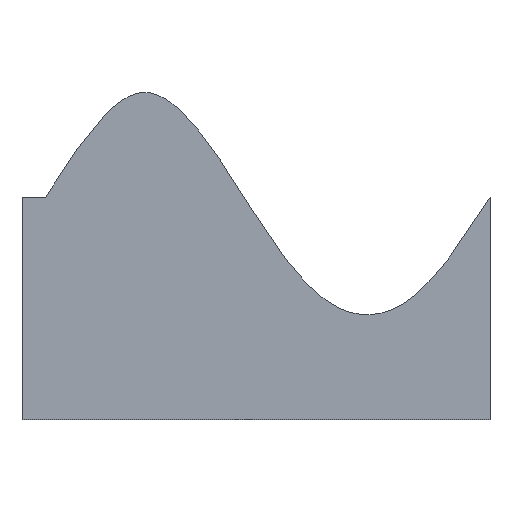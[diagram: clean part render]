
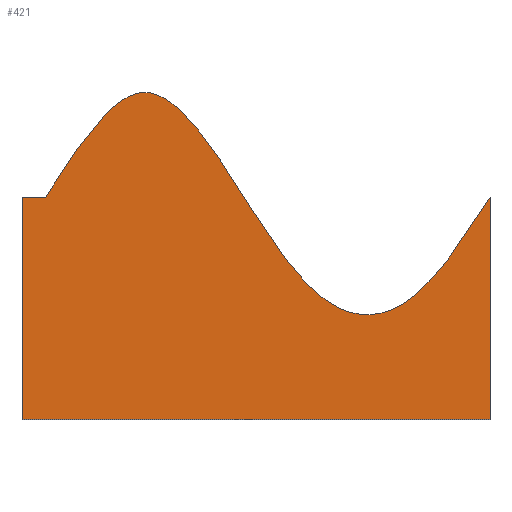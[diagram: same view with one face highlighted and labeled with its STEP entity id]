
A CAD part, top view. The second image highlights one B-rep face of the part: STEP entity #421.
In plain terms, the highlighted planar face has unit normal (0, 0, 1).
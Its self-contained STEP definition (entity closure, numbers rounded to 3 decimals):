
#89=CARTESIAN_POINT('POINT6',(1.339,
   -0.853,0.));
#90=VERTEX_POINT('VERTEX6',#89);
#98=CARTESIAN_POINT('POINT7',(-1.339,-0.853,
   0.));
#99=VERTEX_POINT('VERTEX7',#98);
#106=CARTESIAN_POINT('POS8',(1.339,
   -0.853,0.));
#107=DIRECTION('DIR9',(-1.,0.,0.));
#108=VECTOR('VEC7',#107,1.);
#109=LINE('STRAIGHT7',#106,#108);
#110=EDGE_CURVE('EDGE8',#90,#99,#109,.T.);
#120=CARTESIAN_POINT('POINT8',(52.139,
   -0.853,0.));
#121=VERTEX_POINT('VERTEX8',#120);
#130=(BOUNDED_CURVE() B_SPLINE_CURVE(3,(#131,#132,#133,#134,#135,#136,
   #137,#138,#139,#140,#141,#142,#143,#144,#145,#146,#147,#148,#149,#150
   ,#151,#152,#153,#154,#155,#156,#157,#158,#159,#160,#161,#162,#163,
   #164,#165,#166,#167,#168,#169,#170,#171,#172,#173),.UNSPECIFIED.,.F.,
   .F.) B_SPLINE_CURVE_WITH_KNOTS((4,1,1,1,1,1,1,1,1,1,1,1,1,1,1,1,1,1,1
   ,1,1,1,1,1,1,1,1,1,1,1,1,1,1,1,1,1,1,1,1,1,4),(0.,
   0.025,0.051,0.076,
   0.101,0.126,0.151,
   0.176,0.201,0.225,
   0.25,0.275,0.3,
   0.325,0.35,0.375,
   0.4,0.425,0.45,
   0.475,0.5,0.525,
   0.551,0.576,0.601,
   0.626,0.651,0.676,
   0.701,0.726,0.75,
   0.775,0.8,0.824,
   0.849,0.874,0.899,
   0.924,0.949,0.975,
   1.),.UNSPECIFIED.) CURVE() GEOMETRIC_REPRESENTATION_ITEM() 
   RATIONAL_B_SPLINE_CURVE((1.,1.,1.,1.,1.
   ,1.,1.,1.,1.,1.,1.,1.,
   1.,1.,1.,1.,1.,1.,1.,
   1.,1.,1.,1.,1.,1.,1.,
   1.,1.,1.,1.,1.,1.,1.,
   1.,1.,1.,1.,1.,1.,1.,
   1.,1.,1.)) REPRESENTATION_ITEM('SPLINE_CRV2'));
#131=CARTESIAN_POINT('',(52.139,-0.853,
   0.));
#132=CARTESIAN_POINT('',(51.631,-1.657,
   0.));
#133=CARTESIAN_POINT('',(50.644,-3.197,
   0.));
#134=CARTESIAN_POINT('',(49.261,-5.301,
   0.));
#135=CARTESIAN_POINT('',(47.934,-7.195,
   0.));
#136=CARTESIAN_POINT('',(46.647,-8.879,
   0.));
#137=CARTESIAN_POINT('',(45.378,-10.353,
   0.));
#138=CARTESIAN_POINT('',(44.106,-11.618,
   0.));
#139=CARTESIAN_POINT('',(42.823,-12.657,
   0.));
#140=CARTESIAN_POINT('',(41.508,-13.464,
   0.));
#141=CARTESIAN_POINT('',(40.206,-13.998,
   0.));
#142=CARTESIAN_POINT('',(38.934,-14.275,
   0.));
#143=CARTESIAN_POINT('',(37.667,-14.314,
   0.));
#144=CARTESIAN_POINT('',(36.376,-14.109,
   0.));
#145=CARTESIAN_POINT('',(35.054,-13.64,
   0.));
#146=CARTESIAN_POINT('',(33.71,-12.889,
   0.));
#147=CARTESIAN_POINT('',(32.396,-11.886,
   0.));
#148=CARTESIAN_POINT('',(31.103,-10.653,
   0.));
#149=CARTESIAN_POINT('',(29.816,-9.202,
   0.));
#150=CARTESIAN_POINT('',(28.516,-7.538,
   0.));
#151=CARTESIAN_POINT('',(27.166,-5.635,
   0.));
#152=CARTESIAN_POINT('',(25.74,-3.487,
   0.));
#153=CARTESIAN_POINT('',(24.129,-0.961,
   0.));
#154=CARTESIAN_POINT('',(22.517,1.572,
   0.));
#155=CARTESIAN_POINT('',(21.068,3.764,
   0.));
#156=CARTESIAN_POINT('',(19.696,5.7,
   0.));
#157=CARTESIAN_POINT('',(18.398,7.348,
   0.));
#158=CARTESIAN_POINT('',(17.16,8.709,
   0.));
#159=CARTESIAN_POINT('',(15.988,9.764,
   0.));
#160=CARTESIAN_POINT('',(14.898,10.506,
   0.));
#161=CARTESIAN_POINT('',(13.933,10.936,
   0.));
#162=CARTESIAN_POINT('',(13.103,11.119,
   0.));
#163=CARTESIAN_POINT('',(12.326,11.122,
   0.));
#164=CARTESIAN_POINT('',(11.5,10.947,
   0.));
#165=CARTESIAN_POINT('',(10.543,10.528,
   0.));
#166=CARTESIAN_POINT('',(9.457,9.799,
   0.));
#167=CARTESIAN_POINT('',(8.29,8.758,
   0.));
#168=CARTESIAN_POINT('',(7.054,7.41,
   0.));
#169=CARTESIAN_POINT('',(5.759,5.773,
   0.));
#170=CARTESIAN_POINT('',(4.392,3.853,
   0.));
#171=CARTESIAN_POINT('',(2.94,1.657,
   0.));
#172=CARTESIAN_POINT('',(1.886,0.015,
   0.));
#173=CARTESIAN_POINT('',(1.339,-0.853,
   0.));
#174=EDGE_CURVE('EDGE10',#121,#90,#130,.T.);
#344=CARTESIAN_POINT('POINT9',(52.139,
   -26.253,0.));
#345=VERTEX_POINT('VERTEX9',#344);
#354=CARTESIAN_POINT('POS12',(52.139,
   -26.253,0.));
#355=DIRECTION('DIR14',(0.,1.,0.));
#356=VECTOR('VEC10',#355,1.);
#357=LINE('STRAIGHT10',#354,#356);
#358=EDGE_CURVE('EDGE12',#345,#121,#357,.T.);
#368=CARTESIAN_POINT('POINT10',(-1.339,-26.253,
   0.));
#369=VERTEX_POINT('VERTEX10',#368);
#378=CARTESIAN_POINT('POS15',(-1.339,-26.253,
   0.));
#379=DIRECTION('DIR18',(1.,0.,0.));
#380=VECTOR('VEC12',#379,1.);
#381=LINE('STRAIGHT12',#378,#380);
#382=EDGE_CURVE('EDGE14',#369,#345,#381,.T.);
#395=CARTESIAN_POINT('POS17',(-1.339,-0.853,
   0.));
#396=DIRECTION('DIR21',(0.,-1.,0.));
#397=VECTOR('VEC13',#396,1.);
#398=LINE('STRAIGHT13',#395,#397);
#399=EDGE_CURVE('EDGE15',#99,#369,#398,.T.);
#409=ORIENTED_EDGE('COEDGE26',*,*,#399,.T.);
#410=ORIENTED_EDGE('COEDGE27',*,*,#382,.T.);
#411=ORIENTED_EDGE('COEDGE28',*,*,#358,.T.);
#412=ORIENTED_EDGE('COEDGE29',*,*,#174,.T.);
#413=ORIENTED_EDGE('COEDGE30',*,*,#110,.T.);
#414=EDGE_LOOP('NONE',(#409,#410,#411,#412,#413));
#415=FACE_BOUND('LOOP1',#414,.T.);
#416=CARTESIAN_POINT('POS19',(0.,0.,0.));
#417=DIRECTION('DIR24',(0.,0.,1.));
#418=DIRECTION('DIR25',(1.,0.,0.));
#419=AXIS2_PLACEMENT_3D('AXIS6',#416,#417,#418);
#420=PLANE('PLANE6',#419);
#421=ADVANCED_FACE('FACE7',(#415),#420,.T.);
